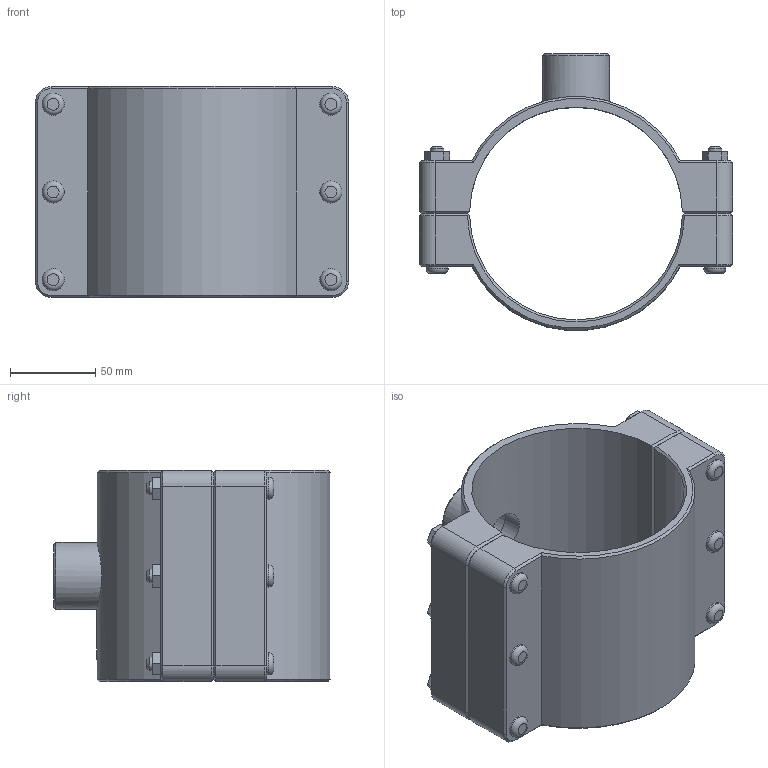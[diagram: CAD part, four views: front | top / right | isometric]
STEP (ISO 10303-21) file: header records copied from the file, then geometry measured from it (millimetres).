
FILE_DESCRIPTION(/* description */ ('PLASSON SADDLE 125-1"'),/* implementation_level */ '2;1');
FILE_NAME(/* name */ '160760125010_160860125010.ipt.stp',/* time_stamp */ '2017-06-18T09:25:35+03:00',/* author */ ('KIM'),/* organization */ (''),/* preprocessor_version */ 'ST-DEVELOPER v15.6',/* originating_system */ 'Autodesk Inventor 2015',/* authorisation */ '');
FILE_SCHEMA (('AUTOMOTIVE_DESIGN { 1 0 10303 214 3 1 1 }'));
Length unit declared in the file: millimetre
Products named in the file (1): 160760125010_160860125010
Bounding box: 184 x 162.5 x 124 mm (x, y, z)
Volume: 729239 mm3; surface area: 145360 mm2
Topology: 1 solids, 1 shells, 169 faces, 382 edges, 237 vertices
Faces by surface type: plane 100, cylinder 33, cone 30, torus 6
Full cylindrical faces by diameter (mm): 8 x6, 13 x12, 25 x1, 30.291 x1, 39.378 x1
Entity records: 4622 total; most frequent: CARTESIAN_POINT 901, DIRECTION 768, ORIENTED_EDGE 696, EDGE_CURVE 348, AXIS2_PLACEMENT_3D 272, EDGE_LOOP 237, VERTEX_POINT 237, LINE 224
